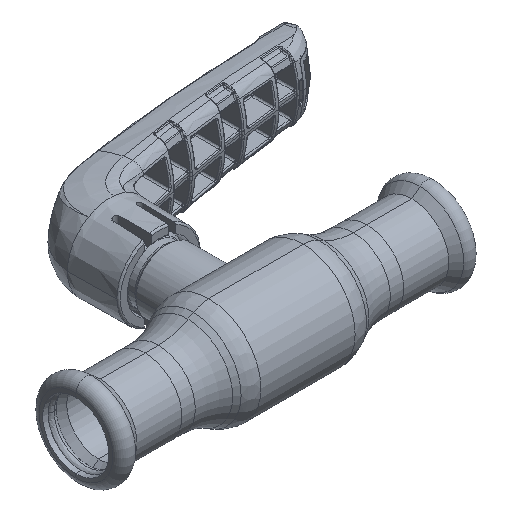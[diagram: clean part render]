
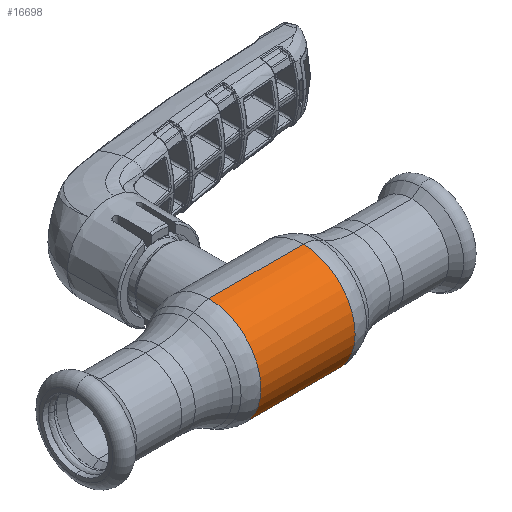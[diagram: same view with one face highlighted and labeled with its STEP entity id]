
A CAD part, isometric view. The second image highlights one B-rep face of the part: STEP entity #16698.
In plain terms, the highlighted cylindrical face has radius 15 mm (diameter 30 mm), a partial arc.
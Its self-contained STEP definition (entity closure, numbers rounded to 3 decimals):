
#2698 = LINE ( 'NONE', #23483, #27081 ) ;
#3645 = ORIENTED_EDGE ( 'NONE', *, *, #30017, .T. ) ;
#6294 = EDGE_LOOP ( 'NONE', ( #43876, #51989, #3645, #9935 ) ) ;
#9935 = ORIENTED_EDGE ( 'NONE', *, *, #60888, .F. ) ;
#14872 = AXIS2_PLACEMENT_3D ( 'NONE', #23512, #58297, #29089 ) ;
#16698 = ADVANCED_FACE ( 'NONE', ( #44938 ), #27965, .T. ) ;
#17366 = VERTEX_POINT ( 'NONE', #40139 ) ;
#17740 = DIRECTION ( 'NONE',  ( -1., 0., 0. ) ) ;
#18230 = VECTOR ( 'NONE', #17740, 1000. ) ;
#18451 = CARTESIAN_POINT ( 'NONE',  ( 13.588, 0., 15. ) ) ;
#19541 = CARTESIAN_POINT ( 'NONE',  ( -13.588, 0., 15. ) ) ;
#20221 = CIRCLE ( 'NONE', #24700, 15. ) ;
#23476 = DIRECTION ( 'NONE',  ( 0., 0., 1. ) ) ;
#23483 = CARTESIAN_POINT ( 'NONE',  ( -62.69, 0., 15. ) ) ;
#23512 = CARTESIAN_POINT ( 'NONE',  ( -62.69, 0., 0. ) ) ;
#23689 = CARTESIAN_POINT ( 'NONE',  ( -13.588, 0., 0. ) ) ;
#24069 = CARTESIAN_POINT ( 'NONE',  ( 13.588, 0., -15. ) ) ;
#24700 = AXIS2_PLACEMENT_3D ( 'NONE', #49290, #58551, #49084 ) ;
#24835 = VERTEX_POINT ( 'NONE', #19541 ) ;
#26545 = VERTEX_POINT ( 'NONE', #24069 ) ;
#27081 = VECTOR ( 'NONE', #38967, 1000. ) ;
#27965 = CYLINDRICAL_SURFACE ( 'NONE', #14872, 15. ) ;
#29089 = DIRECTION ( 'NONE',  ( 0., 0., 1. ) ) ;
#30017 = EDGE_CURVE ( 'NONE', #51218, #24835, #2698, .T. ) ;
#31461 = CARTESIAN_POINT ( 'NONE',  ( -62.69, 0., -15. ) ) ;
#33197 = EDGE_CURVE ( 'NONE', #26545, #17366, #36637, .T. ) ;
#35510 = AXIS2_PLACEMENT_3D ( 'NONE', #23689, #62983, #23476 ) ;
#36637 = LINE ( 'NONE', #31461, #18230 ) ;
#38967 = DIRECTION ( 'NONE',  ( -1., 0., 0. ) ) ;
#39573 = EDGE_CURVE ( 'NONE', #26545, #51218, #20221, .T. ) ;
#40139 = CARTESIAN_POINT ( 'NONE',  ( -13.588, 0., -15. ) ) ;
#43876 = ORIENTED_EDGE ( 'NONE', *, *, #33197, .F. ) ;
#44938 = FACE_OUTER_BOUND ( 'NONE', #6294, .T. ) ;
#45696 = CIRCLE ( 'NONE', #35510, 15. ) ;
#49084 = DIRECTION ( 'NONE',  ( 0., 0., 1. ) ) ;
#49290 = CARTESIAN_POINT ( 'NONE',  ( 13.588, 0., 0. ) ) ;
#51218 = VERTEX_POINT ( 'NONE', #18451 ) ;
#51989 = ORIENTED_EDGE ( 'NONE', *, *, #39573, .T. ) ;
#58297 = DIRECTION ( 'NONE',  ( -1., 0., 0. ) ) ;
#58551 = DIRECTION ( 'NONE',  ( -1., 0., 0. ) ) ;
#60888 = EDGE_CURVE ( 'NONE', #17366, #24835, #45696, .T. ) ;
#62983 = DIRECTION ( 'NONE',  ( -1., 0., 0. ) ) ;
